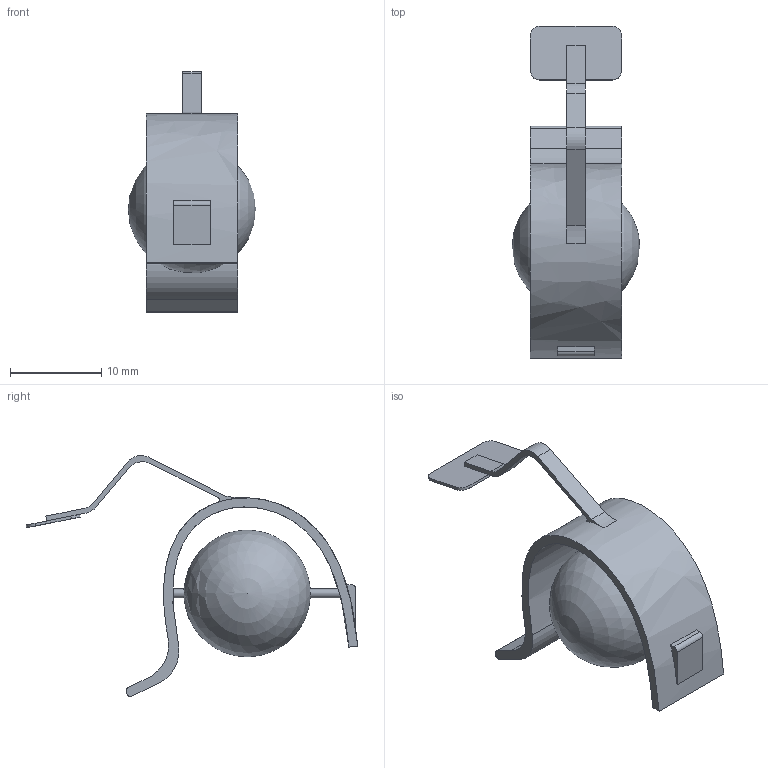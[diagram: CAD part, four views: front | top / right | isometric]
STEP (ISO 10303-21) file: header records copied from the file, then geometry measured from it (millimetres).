
FILE_DESCRIPTION(/* description */ (''),/* implementation_level */ '2;1');
FILE_NAME(/* name */ '14d0b756-c403-48ad-ae2e-6917b8cc5299.stp',/* time_stamp */ '2017-04-30T13:38:06+00:00',/* author */ (''),/* organization */ (''),/* preprocessor_version */ 'ST-DEVELOPER v16.13',/* originating_system */ 'Autodesk Translation Framework v6.1.1.50',/* authorisation */ '');
FILE_SCHEMA (('AUTOMOTIVE_DESIGN { 1 0 10303 214 3 1 1 }'));
Length unit declared in the file: millimetre
Products named in the file (1): Untitled v16
Bounding box: 14 x 36.44 x 26.45 mm (x, y, z)
Volume: 2021.2 mm3; surface area: 2088.3 mm2
Topology: 4 solids, 4 shells, 48 faces, 132 edges, 91 vertices
Faces by surface type: plane 27, cylinder 16, bspline 4, sphere 1
Full cylindrical faces by diameter (mm): 1 x1
Entity records: 1727 total; most frequent: CARTESIAN_POINT 450, ORIENTED_EDGE 256, DIRECTION 256, EDGE_CURVE 128, VERTEX_POINT 91, AXIS2_PLACEMENT_3D 89, LINE 78, VECTOR 78
